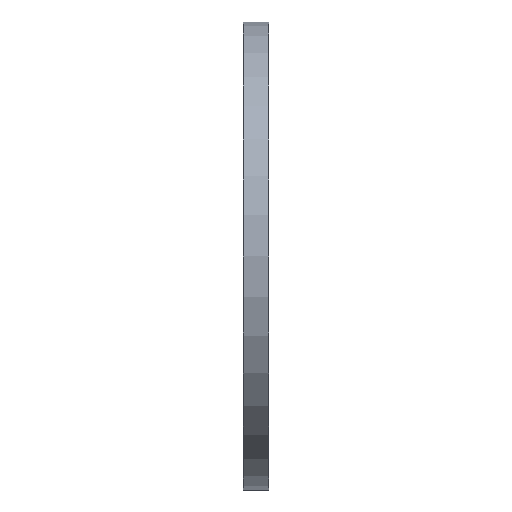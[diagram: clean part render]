
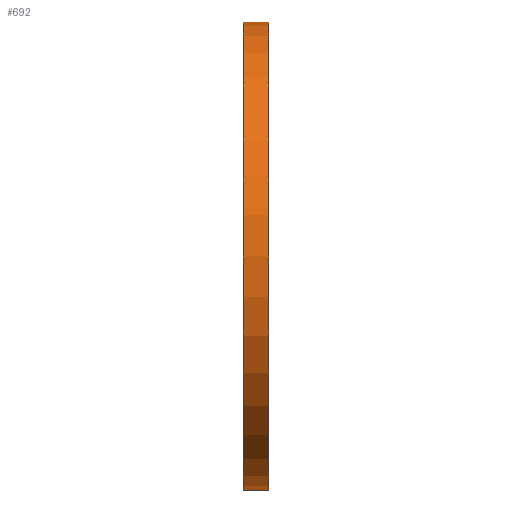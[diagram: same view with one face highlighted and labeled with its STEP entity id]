
A CAD part, front view. The second image highlights one B-rep face of the part: STEP entity #692.
In plain terms, the highlighted cylindrical face has radius 5.736 mm (diameter 11.472 mm), a partial arc.
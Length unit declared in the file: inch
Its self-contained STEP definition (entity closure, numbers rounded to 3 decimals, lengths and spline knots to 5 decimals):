
#55 = DIRECTION ( 'NONE',  ( 0., 0., -1. ) ) ;
#57 = DIRECTION ( 'NONE',  ( 1., 0., 0. ) ) ;
#58 = CARTESIAN_POINT ( 'NONE',  ( -0.0125, -0.01117, 0. ) ) ;
#64 = DIRECTION ( 'NONE',  ( -1., 0., 0. ) ) ;
#66 = CARTESIAN_POINT ( 'NONE',  ( 0.0125, -0.01117, 0.22583 ) ) ;
#81 = CARTESIAN_POINT ( 'NONE',  ( 0.0125, -0.01117, 0. ) ) ;
#84 = DIRECTION ( 'NONE',  ( 0., 0., 1. ) ) ;
#85 = DIRECTION ( 'NONE',  ( -1., 0., 0. ) ) ;
#117 = DIRECTION ( 'NONE',  ( -1., 0., 0. ) ) ;
#118 = CARTESIAN_POINT ( 'NONE',  ( 0.0125, -0.01117, -0.22583 ) ) ;
#120 = DIRECTION ( 'NONE',  ( 0., 0., -1. ) ) ;
#121 = DIRECTION ( 'NONE',  ( 1., 0., 0. ) ) ;
#122 = CARTESIAN_POINT ( 'NONE',  ( 0.0125, -0.01117, 0. ) ) ;
#249 = VECTOR ( 'NONE', #117, 39.37008 ) ;
#251 = LINE ( 'NONE', #118, #249 ) ;
#259 = CIRCLE ( 'NONE', #677, 0.22583 ) ;
#352 = FACE_OUTER_BOUND ( 'NONE', #543, .T. ) ;
#357 = CYLINDRICAL_SURFACE ( 'NONE', #740, 0.22583 ) ;
#370 = VERTEX_POINT ( 'NONE', #580 ) ;
#374 = VERTEX_POINT ( 'NONE', #564 ) ;
#375 = VERTEX_POINT ( 'NONE', #584 ) ;
#396 = VERTEX_POINT ( 'NONE', #551 ) ;
#458 = ORIENTED_EDGE ( 'NONE', *, *, #785, .F. ) ;
#521 = ORIENTED_EDGE ( 'NONE', *, *, #794, .T. ) ;
#524 = ORIENTED_EDGE ( 'NONE', *, *, #780, .F. ) ;
#531 = ORIENTED_EDGE ( 'NONE', *, *, #795, .T. ) ;
#543 = EDGE_LOOP ( 'NONE', ( #458, #524, #521, #531 ) ) ;
#551 = CARTESIAN_POINT ( 'NONE',  ( 0.0125, -0.01117, 0.22583 ) ) ;
#564 = CARTESIAN_POINT ( 'NONE',  ( -0.0125, -0.01117, -0.22583 ) ) ;
#580 = CARTESIAN_POINT ( 'NONE',  ( -0.0125, -0.01117, 0.22583 ) ) ;
#584 = CARTESIAN_POINT ( 'NONE',  ( 0.0125, -0.01117, -0.22583 ) ) ;
#635 = VECTOR ( 'NONE', #64, 39.37008 ) ;
#638 = LINE ( 'NONE', #66, #635 ) ;
#639 = CIRCLE ( 'NONE', #669, 0.22583 ) ;
#669 = AXIS2_PLACEMENT_3D ( 'NONE', #58, #57, #55 ) ;
#677 = AXIS2_PLACEMENT_3D ( 'NONE', #122, #121, #120 ) ;
#692 = ADVANCED_FACE ( 'NONE', ( #352 ), #357, .T. ) ;
#740 = AXIS2_PLACEMENT_3D ( 'NONE', #81, #85, #84 ) ;
#780 = EDGE_CURVE ( 'NONE', #396, #375, #259, .T. ) ;
#785 = EDGE_CURVE ( 'NONE', #375, #374, #251, .T. ) ;
#794 = EDGE_CURVE ( 'NONE', #396, #370, #638, .T. ) ;
#795 = EDGE_CURVE ( 'NONE', #370, #374, #639, .T. ) ;
